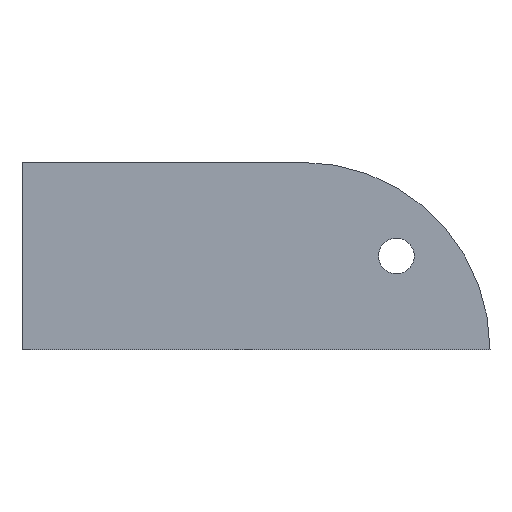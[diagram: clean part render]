
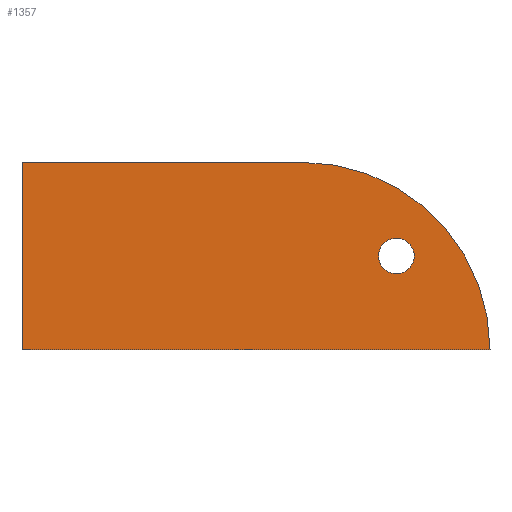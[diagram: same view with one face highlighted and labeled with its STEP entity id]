
A CAD part, left-side view. The second image highlights one B-rep face of the part: STEP entity #1357.
In plain terms, the highlighted planar face has unit normal (-1, 0, 0).
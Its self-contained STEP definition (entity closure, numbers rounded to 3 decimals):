
#77 = EDGE_CURVE ( 'NONE', #644, #1283, #719, .T. ) ;
#93 = EDGE_CURVE ( 'NONE', #1351, #828, #320, .T. ) ;
#108 = CARTESIAN_POINT ( 'NONE',  ( -6.5, -5., -0.95 ) ) ;
#121 = ORIENTED_EDGE ( 'NONE', *, *, #244, .F. ) ;
#142 = CARTESIAN_POINT ( 'NONE',  ( -6.5, 15., 5. ) ) ;
#156 = ORIENTED_EDGE ( 'NONE', *, *, #1273, .F. ) ;
#161 = DIRECTION ( 'NONE',  ( 1., 0., 0. ) ) ;
#162 = DIRECTION ( 'NONE',  ( 0., -1., 0. ) ) ;
#184 = FACE_BOUND ( 'NONE', #1304, .T. ) ;
#187 = EDGE_CURVE ( 'NONE', #1351, #1177, #852, .T. ) ;
#244 = EDGE_CURVE ( 'NONE', #828, #506, #1002, .T. ) ;
#260 = CARTESIAN_POINT ( 'NONE',  ( -6.5, -10., -5. ) ) ;
#294 = ORIENTED_EDGE ( 'NONE', *, *, #187, .T. ) ;
#311 = CARTESIAN_POINT ( 'NONE',  ( -6.5, 15., 5. ) ) ;
#313 = VECTOR ( 'NONE', #892, 1000. ) ;
#320 = LINE ( 'NONE', #311, #1254 ) ;
#410 = CARTESIAN_POINT ( 'NONE',  ( -6.5, 15., -5. ) ) ;
#412 = EDGE_CURVE ( 'NONE', #1283, #644, #539, .T. ) ;
#457 = VECTOR ( 'NONE', #162, 1000. ) ;
#465 = ORIENTED_EDGE ( 'NONE', *, *, #77, .T. ) ;
#506 = VERTEX_POINT ( 'NONE', #623 ) ;
#539 = CIRCLE ( 'NONE', #608, 0.95 ) ;
#558 = CARTESIAN_POINT ( 'NONE',  ( -6.5, 15., 5. ) ) ;
#562 = DIRECTION ( 'NONE',  ( 1., 0., 0. ) ) ;
#606 = AXIS2_PLACEMENT_3D ( 'NONE', #1370, #161, #840 ) ;
#608 = AXIS2_PLACEMENT_3D ( 'NONE', #1063, #562, #758 ) ;
#612 = AXIS2_PLACEMENT_3D ( 'NONE', #1266, #1350, #1048 ) ;
#623 = CARTESIAN_POINT ( 'NONE',  ( -6.5, 0., 5. ) ) ;
#644 = VERTEX_POINT ( 'NONE', #108 ) ;
#666 = DIRECTION ( 'NONE',  ( 0., 0., -1. ) ) ;
#707 = CARTESIAN_POINT ( 'NONE',  ( -6.5, 15., 5. ) ) ;
#719 = CIRCLE ( 'NONE', #606, 0.95 ) ;
#754 = DIRECTION ( 'NONE',  ( 0., 0., 1. ) ) ;
#755 = DIRECTION ( 'NONE',  ( 1., 0., 0. ) ) ;
#758 = DIRECTION ( 'NONE',  ( 0., 0., -1. ) ) ;
#828 = VERTEX_POINT ( 'NONE', #707 ) ;
#833 = AXIS2_PLACEMENT_3D ( 'NONE', #558, #755, #666 ) ;
#840 = DIRECTION ( 'NONE',  ( 0., 0., -1. ) ) ;
#852 = LINE ( 'NONE', #1104, #313 ) ;
#892 = DIRECTION ( 'NONE',  ( 0., -1., 0. ) ) ;
#932 = CARTESIAN_POINT ( 'NONE',  ( -6.5, -5., 0.95 ) ) ;
#934 = ORIENTED_EDGE ( 'NONE', *, *, #412, .T. ) ;
#956 = PLANE ( 'NONE',  #833 ) ;
#1002 = LINE ( 'NONE', #142, #457 ) ;
#1048 = DIRECTION ( 'NONE',  ( 0., 0., -1. ) ) ;
#1063 = CARTESIAN_POINT ( 'NONE',  ( -6.5, -5., 0. ) ) ;
#1072 = EDGE_LOOP ( 'NONE', ( #294, #156, #121, #1337 ) ) ;
#1104 = CARTESIAN_POINT ( 'NONE',  ( -6.5, 15., -5. ) ) ;
#1110 = CIRCLE ( 'NONE', #612, 10. ) ;
#1177 = VERTEX_POINT ( 'NONE', #260 ) ;
#1254 = VECTOR ( 'NONE', #754, 1000. ) ;
#1261 = FACE_OUTER_BOUND ( 'NONE', #1072, .T. ) ;
#1266 = CARTESIAN_POINT ( 'NONE',  ( -6.5, 0., -5. ) ) ;
#1273 = EDGE_CURVE ( 'NONE', #506, #1177, #1110, .T. ) ;
#1283 = VERTEX_POINT ( 'NONE', #932 ) ;
#1304 = EDGE_LOOP ( 'NONE', ( #465, #934 ) ) ;
#1337 = ORIENTED_EDGE ( 'NONE', *, *, #93, .F. ) ;
#1350 = DIRECTION ( 'NONE',  ( 1., 0., 0. ) ) ;
#1351 = VERTEX_POINT ( 'NONE', #410 ) ;
#1357 = ADVANCED_FACE ( 'NONE', ( #184, #1261 ), #956, .F. ) ;
#1370 = CARTESIAN_POINT ( 'NONE',  ( -6.5, -5., 0. ) ) ;
